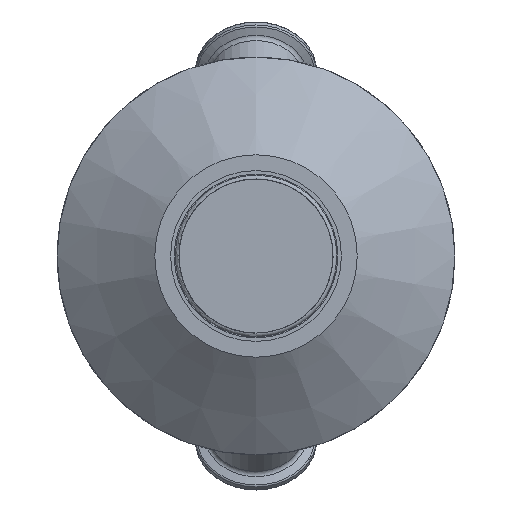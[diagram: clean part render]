
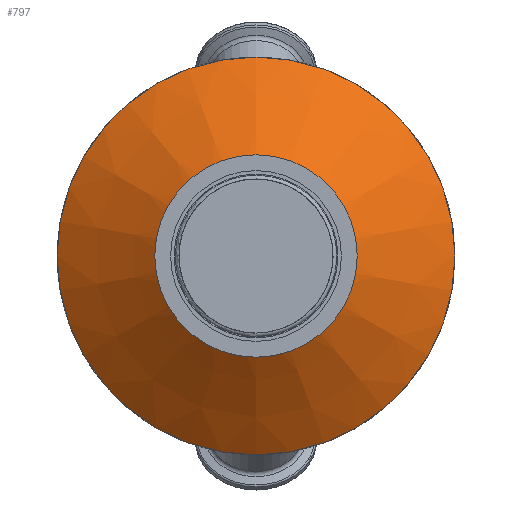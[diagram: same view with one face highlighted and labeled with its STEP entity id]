
A CAD part, front view. The second image highlights one B-rep face of the part: STEP entity #797.
In plain terms, the highlighted conical face has half-angle 53.616 degrees and reference radius 58.75 mm.
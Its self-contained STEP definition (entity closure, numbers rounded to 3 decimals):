
#49=CONICAL_SURFACE('',#896,58.75,0.936);
#59=LINE('',#1346,#94);
#94=VECTOR('',#1077,58.75);
#151=FACE_OUTER_BOUND('',#200,.T.);
#200=EDGE_LOOP('',(#552,#553,#554,#555,#556,#557));
#264=CIRCLE('',#893,35.814);
#265=CIRCLE('',#894,35.814);
#267=CIRCLE('',#897,82.5);
#268=CIRCLE('',#898,82.5);
#330=VERTEX_POINT('',#1337);
#331=VERTEX_POINT('',#1338);
#332=VERTEX_POINT('',#1343);
#333=VERTEX_POINT('',#1344);
#413=EDGE_CURVE('',#330,#331,#264,.T.);
#414=EDGE_CURVE('',#331,#330,#265,.T.);
#416=EDGE_CURVE('',#332,#333,#267,.T.);
#417=EDGE_CURVE('',#332,#331,#59,.T.);
#418=EDGE_CURVE('',#333,#332,#268,.T.);
#552=ORIENTED_EDGE('',*,*,#416,.F.);
#553=ORIENTED_EDGE('',*,*,#417,.T.);
#554=ORIENTED_EDGE('',*,*,#413,.F.);
#555=ORIENTED_EDGE('',*,*,#414,.F.);
#556=ORIENTED_EDGE('',*,*,#417,.F.);
#557=ORIENTED_EDGE('',*,*,#418,.F.);
#797=ADVANCED_FACE('',(#151),#49,.T.);
#893=AXIS2_PLACEMENT_3D('',#1339,#1067,#1068);
#894=AXIS2_PLACEMENT_3D('',#1340,#1069,#1070);
#896=AXIS2_PLACEMENT_3D('',#1342,#1073,#1074);
#897=AXIS2_PLACEMENT_3D('',#1345,#1075,#1076);
#898=AXIS2_PLACEMENT_3D('',#1347,#1078,#1079);
#1067=DIRECTION('center_axis',(0.,-1.,0.));
#1068=DIRECTION('ref_axis',(0.,0.,-1.));
#1069=DIRECTION('center_axis',(0.,-1.,0.));
#1070=DIRECTION('ref_axis',(0.,0.,-1.));
#1073=DIRECTION('center_axis',(0.,1.,0.));
#1074=DIRECTION('ref_axis',(0.,0.,1.));
#1075=DIRECTION('center_axis',(0.,1.,0.));
#1076=DIRECTION('ref_axis',(-1.,0.,0.));
#1077=DIRECTION('',(0.,-0.593,0.805));
#1078=DIRECTION('center_axis',(0.,1.,0.));
#1079=DIRECTION('ref_axis',(-1.,0.,0.));
#1337=CARTESIAN_POINT('',(0.,25.599,35.814));
#1338=CARTESIAN_POINT('',(0.,25.599,-35.814));
#1339=CARTESIAN_POINT('Origin',(0.,25.599,0.));
#1340=CARTESIAN_POINT('Origin',(0.,25.599,0.));
#1342=CARTESIAN_POINT('Origin',(0.,42.5,0.));
#1343=CARTESIAN_POINT('',(0.,60.,-82.5));
#1344=CARTESIAN_POINT('',(82.5,60.,0.));
#1345=CARTESIAN_POINT('Origin',(0.,60.,0.));
#1346=CARTESIAN_POINT('',(0.,42.5,-58.75));
#1347=CARTESIAN_POINT('Origin',(0.,60.,0.));
